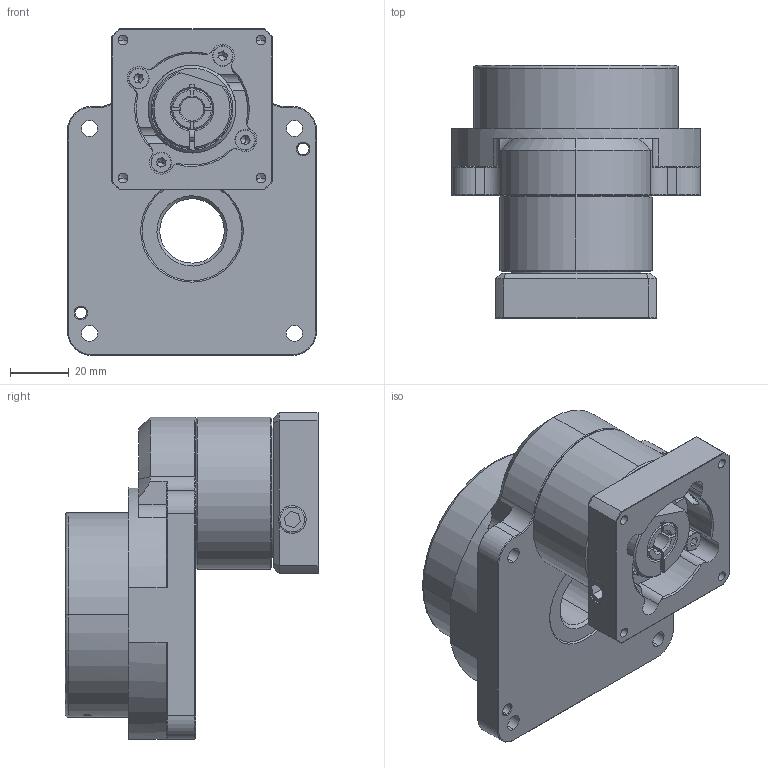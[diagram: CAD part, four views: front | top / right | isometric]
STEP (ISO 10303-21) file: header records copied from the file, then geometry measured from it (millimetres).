
FILE_DESCRIPTION (( 'STEP AP203' ), '1' );
FILE_NAME ('HLMT085-005-N23CB.step', '2020-04-29T06:03:55', ( 'JVL' ), ( '' ), 'SwSTEP 2.0', 'SolidWorks 2020', '' );
FILE_SCHEMA (( 'CONFIG_CONTROL_DESIGN' ));
Length unit declared in the file: millimetre
Products named in the file (1): HLMT085-005-N23CB
Bounding box: 85 x 86.5 x 111.6 mm (x, y, z)
Volume: 305256.2 mm3; surface area: 59832.8 mm2
Topology: 2 solids, 17 shells, 749 faces, 1802 edges, 1083 vertices
Faces by surface type: plane 267, cylinder 242, cone 209, torus 28, bspline 3
Entity records: 23196 total; most frequent: CARTESIAN_POINT 5635, DIRECTION 3880, ORIENTED_EDGE 3480, EDGE_CURVE 1740, AXIS2_PLACEMENT_3D 1526, VERTEX_POINT 1083, EDGE_LOOP 849, LINE 828
